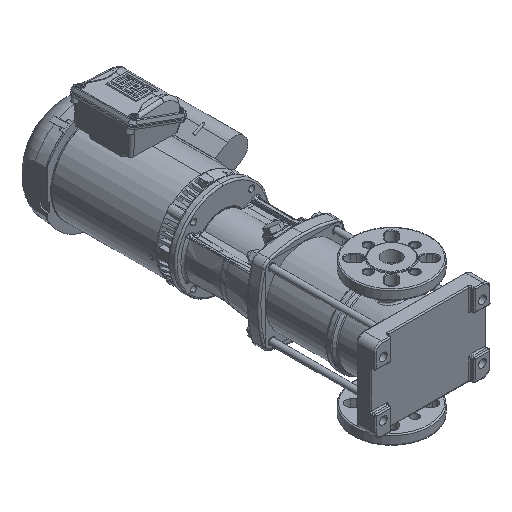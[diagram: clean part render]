
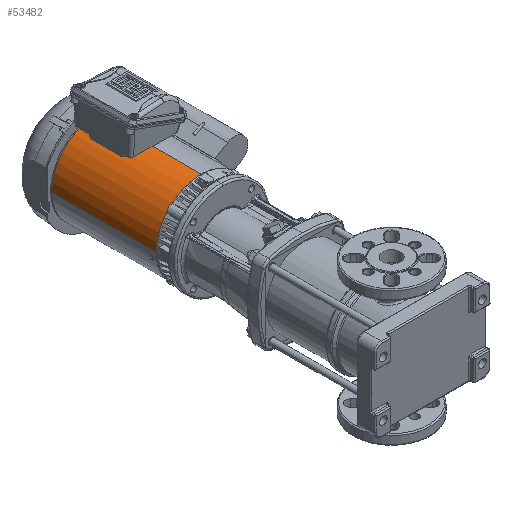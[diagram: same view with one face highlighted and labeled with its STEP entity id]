
A CAD part, isometric view. The second image highlights one B-rep face of the part: STEP entity #53482.
In plain terms, the highlighted cylindrical face has radius 81.875 mm (diameter 163.75 mm), a partial arc.
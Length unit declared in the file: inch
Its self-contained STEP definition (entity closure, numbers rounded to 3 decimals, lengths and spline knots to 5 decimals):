
#480 = ORIENTED_EDGE ( 'NONE', *, *, #61418, .T. ) ;
#13542 = VECTOR ( 'NONE', #16272, 39.37008 ) ;
#15307 = AXIS2_PLACEMENT_3D ( 'NONE', #23230, #104658, #23768 ) ;
#15991 = DIRECTION ( 'NONE',  ( -1., 0., 0. ) ) ;
#16272 = DIRECTION ( 'NONE',  ( -1., 0., 0. ) ) ;
#19158 = AXIS2_PLACEMENT_3D ( 'NONE', #73714, #48806, #106315 ) ;
#22166 = VECTOR ( 'NONE', #15991, 39.37008 ) ;
#23230 = CARTESIAN_POINT ( 'NONE',  ( 21.34368, 0., 0. ) ) ;
#23768 = DIRECTION ( 'NONE',  ( 0., 0., 1. ) ) ;
#24569 = AXIS2_PLACEMENT_3D ( 'NONE', #24581, #99446, #67396 ) ;
#24581 = CARTESIAN_POINT ( 'NONE',  ( 0., 0., 0. ) ) ;
#24954 = CARTESIAN_POINT ( 'NONE',  ( -7.48031, 0., 3.22343 ) ) ;
#25199 = LINE ( 'NONE', #75654, #22166 ) ;
#26800 = ORIENTED_EDGE ( 'NONE', *, *, #81418, .T. ) ;
#27307 = EDGE_CURVE ( 'NONE', #60789, #104037, #90625, .T. ) ;
#27403 = ORIENTED_EDGE ( 'NONE', *, *, #27307, .F. ) ;
#28031 = VERTEX_POINT ( 'NONE', #47530 ) ;
#33026 = EDGE_CURVE ( 'NONE', #60789, #28031, #81725, .T. ) ;
#39530 = FACE_OUTER_BOUND ( 'NONE', #93707, .T. ) ;
#41264 = CARTESIAN_POINT ( 'NONE',  ( 21.34368, -3.22343, 0.00056 ) ) ;
#47530 = CARTESIAN_POINT ( 'NONE',  ( 0., 0., 3.22343 ) ) ;
#48806 = DIRECTION ( 'NONE',  ( 1., 0., 0. ) ) ;
#53482 = ADVANCED_FACE ( 'NONE', ( #39530 ), #73675, .T. ) ;
#60789 = VERTEX_POINT ( 'NONE', #66112 ) ;
#61418 = EDGE_CURVE ( 'NONE', #88737, #104037, #65980, .T. ) ;
#65980 = CIRCLE ( 'NONE', #19158, 3.22343 ) ;
#66112 = CARTESIAN_POINT ( 'NONE',  ( 0., -3.22343, 0.00056 ) ) ;
#67396 = DIRECTION ( 'NONE',  ( 0., 0., -1. ) ) ;
#73675 = CYLINDRICAL_SURFACE ( 'NONE', #15307, 3.22343 ) ;
#73714 = CARTESIAN_POINT ( 'NONE',  ( -7.48031, 0., 0. ) ) ;
#75654 = CARTESIAN_POINT ( 'NONE',  ( 21.34368, 0., 3.22343 ) ) ;
#81418 = EDGE_CURVE ( 'NONE', #28031, #88737, #25199, .T. ) ;
#81725 = CIRCLE ( 'NONE', #24569, 3.22343 ) ;
#88737 = VERTEX_POINT ( 'NONE', #24954 ) ;
#90074 = CARTESIAN_POINT ( 'NONE',  ( -7.48031, -3.22343, 0.00056 ) ) ;
#90625 = LINE ( 'NONE', #41264, #13542 ) ;
#92149 = ORIENTED_EDGE ( 'NONE', *, *, #33026, .T. ) ;
#93707 = EDGE_LOOP ( 'NONE', ( #92149, #26800, #480, #27403 ) ) ;
#99446 = DIRECTION ( 'NONE',  ( -1., 0., 0. ) ) ;
#104037 = VERTEX_POINT ( 'NONE', #90074 ) ;
#104658 = DIRECTION ( 'NONE',  ( -1., 0., 0. ) ) ;
#106315 = DIRECTION ( 'NONE',  ( 0., 0., 1. ) ) ;
